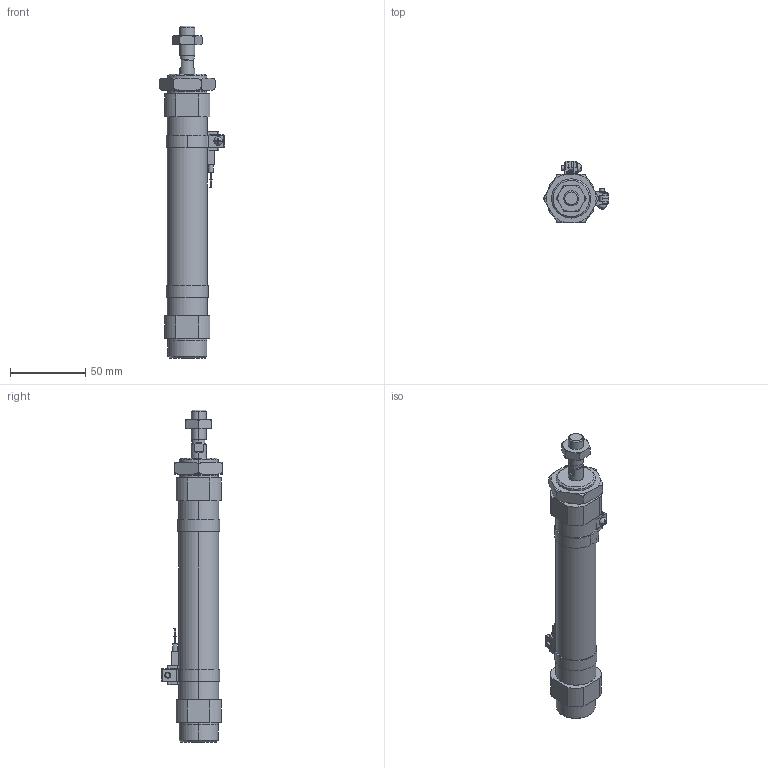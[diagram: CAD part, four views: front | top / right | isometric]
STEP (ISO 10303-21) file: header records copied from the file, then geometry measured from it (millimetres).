
FILE_DESCRIPTION (( 'STEP AP214' ), '1' );
FILE_NAME ('CDM2B25-100Z-M9B.step.step', '2023-02-06T10:40:49', ( '' ), ( '' ), 'SwSTEP 2.0', 'SolidWorks 2022', '' );
FILE_SCHEMA (( 'AUTOMOTIVE_DESIGN' ));
Length unit declared in the file: millimetre
Products named in the file (11): CDM2B25-100Z-M9B.step_Switch band_25; CDM2B25-100Z-M9B.step_A9+F9+M9_M9B; CDM2B25-100Z-M9B.step_CM22045Tube_25; CDM2B25-100Z-M9B.step_BJ3-1_BJ3-1; CDM2B25-100Z-M9B.step_CM22045Cover_25; CDM2B25-100Z-M9B.step_CM2MountNut_25R; CDM2B25-100Z-M9B.step_CM22045Rod_25; CDM2B25-100Z-M9B.step_F9_M9_M9B; CDM2B25-100Z-M9B.step_CM2MountNut_25B; CDM2B25-100Z-M9B.step; CDM2B25-100Z-M9B.step_CM22045Cover_25H
Assembly tree (13 placements, depth 3):
  CDM2B25-100Z-M9B.step
    CDM2B25-100Z-M9B.step_CM22045Tube_25
    CDM2B25-100Z-M9B.step_CM22045Rod_25
    CDM2B25-100Z-M9B.step_CM22045Cover_25
    CDM2B25-100Z-M9B.step_CM22045Cover_25H
    CDM2B25-100Z-M9B.step_CM2MountNut_25R
    CDM2B25-100Z-M9B.step_CM2MountNut_25B
    CDM2B25-100Z-M9B.step_Switch band_25  x2
    CDM2B25-100Z-M9B.step_BJ3-1_BJ3-1  x2
    CDM2B25-100Z-M9B.step_A9+F9+M9_M9B  x2
      CDM2B25-100Z-M9B.step_F9_M9_M9B
Bounding box: 43.28 x 40.8 x 220 mm (x, y, z)
Volume: 78713.9 mm3; surface area: 47791.7 mm2
Topology: 12 solids, 12 shells, 485 faces, 1238 edges, 804 vertices
Faces by surface type: plane 247, cylinder 156, cone 40, torus 34, sphere 4, bspline 4
Entity records: 10952 total; most frequent: CARTESIAN_POINT 2369, DIRECTION 1635, ORIENTED_EDGE 1536, EDGE_CURVE 768, AXIS2_PLACEMENT_3D 613, VERTEX_POINT 499, LINE 409, VECTOR 409
